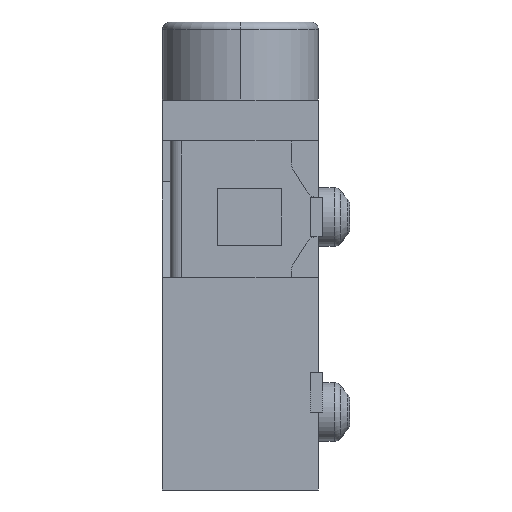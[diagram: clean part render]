
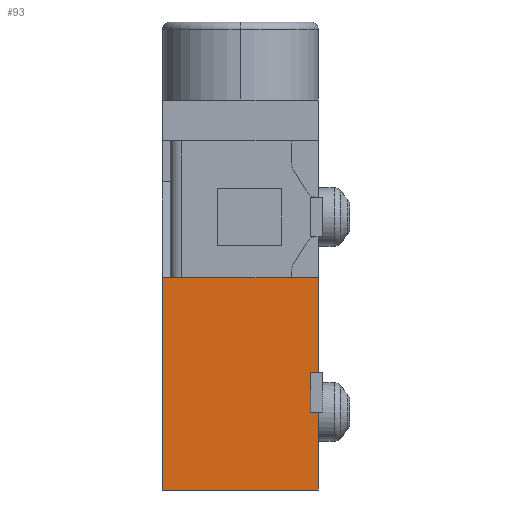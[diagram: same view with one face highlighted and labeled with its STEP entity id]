
A CAD part, left-side view. The second image highlights one B-rep face of the part: STEP entity #93.
In plain terms, the highlighted planar face has unit normal (-1, 0, 0).
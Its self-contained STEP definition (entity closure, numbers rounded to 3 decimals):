
#17 = ORIENTED_EDGE ( 'NONE', *, *, #128, .F. ) ;
#18 = VERTEX_POINT ( 'NONE', #667 ) ;
#69 = ORIENTED_EDGE ( 'NONE', *, *, #70, .F. ) ;
#70 = EDGE_CURVE ( 'NONE', #71, #5135, #812, .T. ) ;
#71 = VERTEX_POINT ( 'NONE', #807 ) ;
#72 = ORIENTED_EDGE ( 'NONE', *, *, #73, .T. ) ;
#73 = EDGE_CURVE ( 'NONE', #71, #4754, #808, .T. ) ;
#74 = ORIENTED_EDGE ( 'NONE', *, *, #4782, .T. ) ;
#93 = ADVANCED_FACE ( 'NONE', ( #901 ), #946, .T. ) ;
#94 = EDGE_LOOP ( 'NONE', ( #95, #98, #17, #129, #131, #69, #72, #74 ) ) ;
#95 = ORIENTED_EDGE ( 'NONE', *, *, #96, .F. ) ;
#96 = EDGE_CURVE ( 'NONE', #97, #4783, #941, .T. ) ;
#97 = VERTEX_POINT ( 'NONE', #937 ) ;
#98 = ORIENTED_EDGE ( 'NONE', *, *, #99, .T. ) ;
#99 = EDGE_CURVE ( 'NONE', #97, #100, #936, .T. ) ;
#100 = VERTEX_POINT ( 'NONE', #932 ) ;
#128 = EDGE_CURVE ( 'NONE', #18, #100, #1009, .T. ) ;
#129 = ORIENTED_EDGE ( 'NONE', *, *, #130, .T. ) ;
#130 = EDGE_CURVE ( 'NONE', #18, #5098, #1005, .T. ) ;
#131 = ORIENTED_EDGE ( 'NONE', *, *, #4933, .T. ) ;
#667 = CARTESIAN_POINT ( 'NONE',  ( -4.5, 0., -7. ) ) ;
#806 = CARTESIAN_POINT ( 'NONE',  ( -4.5, 0., -10. ) ) ;
#807 = CARTESIAN_POINT ( 'NONE',  ( -4.5, 4., -10. ) ) ;
#808 = LINE ( 'NONE', #806, #855 ) ;
#809 = DIRECTION ( 'NONE',  ( 0., 0., 1. ) ) ;
#810 = VECTOR ( 'NONE', #809, 1000. ) ;
#811 = CARTESIAN_POINT ( 'NONE',  ( -4.5, 4., -10. ) ) ;
#812 = LINE ( 'NONE', #811, #810 ) ;
#854 = DIRECTION ( 'NONE',  ( 0., -1., 0. ) ) ;
#855 = VECTOR ( 'NONE', #854, 1000. ) ;
#901 = FACE_OUTER_BOUND ( 'NONE', #94, .T. ) ;
#932 = CARTESIAN_POINT ( 'NONE',  ( -4.5, 0.2, -7. ) ) ;
#933 = DIRECTION ( 'NONE',  ( 0., 0., 1. ) ) ;
#934 = VECTOR ( 'NONE', #933, 1000. ) ;
#935 = CARTESIAN_POINT ( 'NONE',  ( -4.5, 0.2, -10. ) ) ;
#936 = LINE ( 'NONE', #935, #934 ) ;
#937 = CARTESIAN_POINT ( 'NONE',  ( -4.5, 0.2, -8. ) ) ;
#938 = DIRECTION ( 'NONE',  ( 0., -1., 0. ) ) ;
#939 = VECTOR ( 'NONE', #938, 1000. ) ;
#940 = CARTESIAN_POINT ( 'NONE',  ( -4.5, 0., -8. ) ) ;
#941 = LINE ( 'NONE', #940, #939 ) ;
#942 = DIRECTION ( 'NONE',  ( 0., 0., 1. ) ) ;
#943 = DIRECTION ( 'NONE',  ( -1., 0., 0. ) ) ;
#944 = CARTESIAN_POINT ( 'NONE',  ( -4.5, 0., -10. ) ) ;
#945 = AXIS2_PLACEMENT_3D ( 'NONE', #944, #943, #942 ) ;
#946 = PLANE ( 'NONE',  #945 ) ;
#1002 = DIRECTION ( 'NONE',  ( 0., 0., 1. ) ) ;
#1003 = VECTOR ( 'NONE', #1002, 1000. ) ;
#1004 = CARTESIAN_POINT ( 'NONE',  ( -4.5, 0., -10. ) ) ;
#1005 = LINE ( 'NONE', #1004, #1003 ) ;
#1006 = DIRECTION ( 'NONE',  ( 0., 1., 0. ) ) ;
#1007 = VECTOR ( 'NONE', #1006, 1000. ) ;
#1008 = CARTESIAN_POINT ( 'NONE',  ( -4.5, 0., -7. ) ) ;
#1009 = LINE ( 'NONE', #1008, #1007 ) ;
#3430 = CARTESIAN_POINT ( 'NONE',  ( -4.5, 0., -10. ) ) ;
#3475 = CARTESIAN_POINT ( 'NONE',  ( -4.5, 0., -8. ) ) ;
#3476 = DIRECTION ( 'NONE',  ( 0., 0., 1. ) ) ;
#3477 = VECTOR ( 'NONE', #3476, 1000. ) ;
#3478 = CARTESIAN_POINT ( 'NONE',  ( -4.5, 0., -10. ) ) ;
#3479 = LINE ( 'NONE', #3478, #3477 ) ;
#3913 = DIRECTION ( 'NONE',  ( 0., 1., 0. ) ) ;
#3914 = VECTOR ( 'NONE', #3913, 1000. ) ;
#3915 = CARTESIAN_POINT ( 'NONE',  ( -4.5, 3.5, -4.55 ) ) ;
#3916 = LINE ( 'NONE', #3915, #3914 ) ;
#4500 = CARTESIAN_POINT ( 'NONE',  ( -4.5, 0., -4.55 ) ) ;
#4573 = CARTESIAN_POINT ( 'NONE',  ( -4.5, 4., -4.55 ) ) ;
#4754 = VERTEX_POINT ( 'NONE', #3430 ) ;
#4782 = EDGE_CURVE ( 'NONE', #4754, #4783, #3479, .T. ) ;
#4783 = VERTEX_POINT ( 'NONE', #3475 ) ;
#4933 = EDGE_CURVE ( 'NONE', #5098, #5135, #3916, .T. ) ;
#5098 = VERTEX_POINT ( 'NONE', #4500 ) ;
#5135 = VERTEX_POINT ( 'NONE', #4573 ) ;
